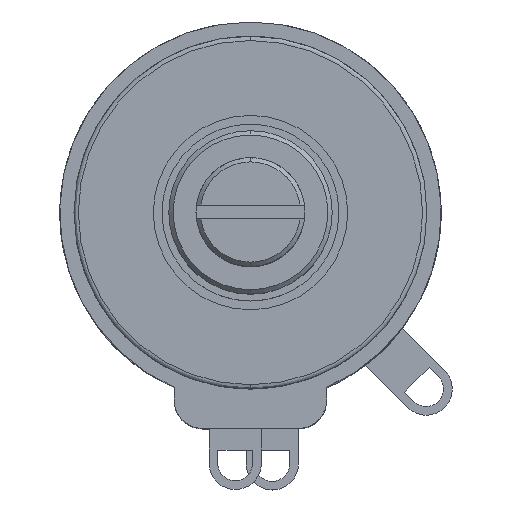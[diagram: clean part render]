
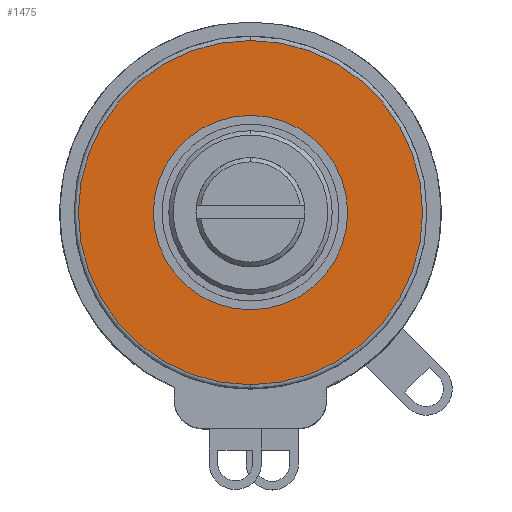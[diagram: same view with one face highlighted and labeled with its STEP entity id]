
A CAD part, top view. The second image highlights one B-rep face of the part: STEP entity #1475.
In plain terms, the highlighted free-form (B-spline) face has degree [1, 1] with [2, 2] control points.
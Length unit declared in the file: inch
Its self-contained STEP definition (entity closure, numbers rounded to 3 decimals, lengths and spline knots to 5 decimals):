
#14=CARTESIAN_POINT('',(0.,0.,0.));
#15=DIRECTION('',(0.,0.,1.));
#16=DIRECTION('',(0.,-1.,0.));
#17=AXIS2_PLACEMENT_3D('',#14,#15,#16);
#23=CARTESIAN_POINT('',(0.,0.,0.));
#24=DIRECTION('',(0.,0.,1.));
#25=DIRECTION('',(0.,1.,0.));
#26=AXIS2_PLACEMENT_3D('',#23,#24,#25);
#31=CARTESIAN_POINT('',(0.,0.,0.));
#32=DIRECTION('',(0.,0.,1.));
#33=DIRECTION('',(0.,1.,0.));
#34=AXIS2_PLACEMENT_3D('',#31,#32,#33);
#39=CARTESIAN_POINT('',(0.,0.,0.));
#40=DIRECTION('',(0.,0.,1.));
#41=DIRECTION('',(0.,-1.,0.));
#42=AXIS2_PLACEMENT_3D('',#39,#40,#41);
#1334=CARTESIAN_POINT('',(0.,-0.223,0.));
#1335=CARTESIAN_POINT('',(0.,0.223,0.));
#1336=VERTEX_POINT('',#1334);
#1337=VERTEX_POINT('',#1335);
#1342=CARTESIAN_POINT('',(0.,0.395,0.));
#1343=CARTESIAN_POINT('',(0.,-0.395,0.));
#1344=VERTEX_POINT('',#1342);
#1345=VERTEX_POINT('',#1343);
#1458=CARTESIAN_POINT('',(-0.4108,0.4108,0.));
#1459=CARTESIAN_POINT('',(-0.4108,-0.4108,0.));
#1460=CARTESIAN_POINT('',(0.4108,0.4108,0.));
#1461=CARTESIAN_POINT('',(0.4108,-0.4108,0.));
#1462=B_SPLINE_SURFACE_WITH_KNOTS('',1,1,((#1458,#1459),(#1460,#1461)),
.UNSPECIFIED.,.F.,.F.,.F.,(2,2),(2,2),(-0.4108,0.4108),(-0.4108,0.4108),
.UNSPECIFIED.);
#1464=ORIENTED_EDGE('',*,*,#1463,.F.);
#1466=ORIENTED_EDGE('',*,*,#1465,.F.);
#1467=EDGE_LOOP('',(#1464,#1466));
#1468=FACE_OUTER_BOUND('',#1467,.F.);
#1470=ORIENTED_EDGE('',*,*,#1469,.T.);
#1472=ORIENTED_EDGE('',*,*,#1471,.T.);
#1473=EDGE_LOOP('',(#1470,#1472));
#1474=FACE_BOUND('',#1473,.F.);
#1475=ADVANCED_FACE('',(#1468,#1474),#1462,.F.);
#18=CIRCLE('',#17,0.223);
#27=CIRCLE('',#26,0.223);
#35=CIRCLE('',#34,0.395);
#43=CIRCLE('',#42,0.395);
#1463=EDGE_CURVE('',#1344,#1345,#35,.T.);
#1465=EDGE_CURVE('',#1345,#1344,#43,.T.);
#1469=EDGE_CURVE('',#1336,#1337,#18,.T.);
#1471=EDGE_CURVE('',#1337,#1336,#27,.T.);
